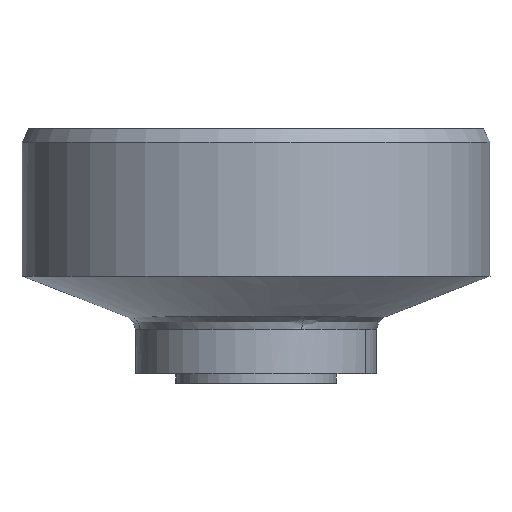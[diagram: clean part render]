
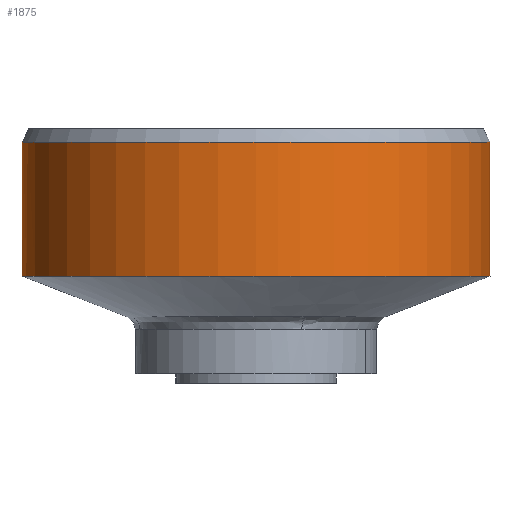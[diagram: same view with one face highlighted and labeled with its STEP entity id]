
A CAD part, left-side view. The second image highlights one B-rep face of the part: STEP entity #1875.
In plain terms, the highlighted free-form (B-spline) face has degree [2, 1] with [7, 2] control points.
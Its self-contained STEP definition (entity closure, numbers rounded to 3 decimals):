
#1623=CARTESIAN_POINT('',(1.068,-17.467,8.0));
#1624=VERTEX_POINT('',#1623);
#1638=CARTESIAN_POINT('',(-17.5,0.0,8.0));
#1639=VERTEX_POINT('',#1638);
#1640=CARTESIAN_POINT('',(1.068,-17.467,8.0));
#1641=CARTESIAN_POINT('',(0.535,-17.5,8.0));
#1642=CARTESIAN_POINT('',(0.0,-17.5,8.0));
#1643=CARTESIAN_POINT('',(-17.5,-17.5,8.0));
#1644=CARTESIAN_POINT('',(-17.5,0.0,8.0));
#1652=(BOUNDED_CURVE()B_SPLINE_CURVE(2,(#1640,#1641,#1642,#1643,#1644),.UNSPECIFIED.,.F.,.U.)B_SPLINE_CURVE_WITH_KNOTS((3,2,3),(0.739,0.75,1.0),.UNSPECIFIED.)CURVE()GEOMETRIC_REPRESENTATION_ITEM()RATIONAL_B_SPLINE_CURVE((0.976,0.988,1.0,0.707,1.0))REPRESENTATION_ITEM(''));
#1653=EDGE_CURVE('',#1624,#1639,#1652,.T.);
#1655=CARTESIAN_POINT('',(16.383,6.153,8.0));
#1656=VERTEX_POINT('',#1655);
#1657=CARTESIAN_POINT('',(-17.5,0.0,8.0));
#1658=CARTESIAN_POINT('',(-17.5,17.5,8.0));
#1659=CARTESIAN_POINT('',(0.0,17.5,8.0));
#1660=CARTESIAN_POINT('',(12.121,17.5,8.0));
#1661=CARTESIAN_POINT('',(16.383,6.153,8.0));
#1669=(BOUNDED_CURVE()B_SPLINE_CURVE(2,(#1657,#1658,#1659,#1660,#1661),.UNSPECIFIED.,.F.,.U.)B_SPLINE_CURVE_WITH_KNOTS((3,2,3),(0.0,0.25,0.44),.UNSPECIFIED.)CURVE()GEOMETRIC_REPRESENTATION_ITEM()RATIONAL_B_SPLINE_CURVE((1.0,0.707,1.0,0.777,0.893))REPRESENTATION_ITEM(''));
#1670=EDGE_CURVE('',#1639,#1656,#1669,.T.);
#1751=CARTESIAN_POINT('',(16.383,6.153,18.));
#1752=VERTEX_POINT('',#1751);
#1768=CARTESIAN_POINT('',(1.068,-17.467,18.));
#1769=VERTEX_POINT('',#1768);
#1783=CARTESIAN_POINT('',(1.068,-17.467,18.));
#1784=CARTESIAN_POINT('',(1.068,-17.467,8.0));
#1785=QUASI_UNIFORM_CURVE('',1,(#1783,#1784),.UNSPECIFIED.,.F.,.U.);
#1786=EDGE_CURVE('',#1769,#1624,#1785,.T.);
#1792=CARTESIAN_POINT('',(16.383,6.153,18.));
#1793=CARTESIAN_POINT('',(16.383,6.153,8.0));
#1794=QUASI_UNIFORM_CURVE('',1,(#1792,#1793),.UNSPECIFIED.,.F.,.U.);
#1795=EDGE_CURVE('',#1752,#1656,#1794,.T.);
#1800=CARTESIAN_POINT('',(1.068,-17.467,18.25));
#1801=CARTESIAN_POINT('',(-16.399,-18.536,18.25));
#1802=CARTESIAN_POINT('',(-17.467,-1.068,18.25));
#1803=CARTESIAN_POINT('',(-18.536,16.399,18.25));
#1804=CARTESIAN_POINT('',(-1.068,17.467,18.25));
#1805=CARTESIAN_POINT('',(11.836,18.257,18.25));
#1806=CARTESIAN_POINT('',(16.383,6.153,18.25));
#1807=CARTESIAN_POINT('',(1.068,-17.467,7.744));
#1808=CARTESIAN_POINT('',(-16.399,-18.536,7.744));
#1809=CARTESIAN_POINT('',(-17.467,-1.068,7.744));
#1810=CARTESIAN_POINT('',(-18.536,16.399,7.744));
#1811=CARTESIAN_POINT('',(-1.068,17.467,7.744));
#1812=CARTESIAN_POINT('',(11.836,18.257,7.744));
#1813=CARTESIAN_POINT('',(16.383,6.153,7.744));
#1821=(BOUNDED_SURFACE()B_SPLINE_SURFACE(2,1,((#1800,#1807),(#1801,#1808),(#1802,#1809),(#1803,#1810),(#1804,#1811),(#1805,#1812),(#1806,#1813)),.UNSPECIFIED.,.F.,.F.,.U.)B_SPLINE_SURFACE_WITH_KNOTS((3,2,2,3),(2,2),(0.0,28.995,57.99,81.186),(0.0,10.506),.UNSPECIFIED.)GEOMETRIC_REPRESENTATION_ITEM()RATIONAL_B_SPLINE_SURFACE(((1.0,1.0),(0.707,0.707),(1.0,1.0),(0.707,0.707),(1.0,1.0),(0.766,0.766),(0.906,0.906)))REPRESENTATION_ITEM('')SURFACE());
#1822=CARTESIAN_POINT('',(-2.066,17.378,18.));
#1823=VERTEX_POINT('',#1822);
#1824=CARTESIAN_POINT('',(-2.066,17.378,18.));
#1825=CARTESIAN_POINT('',(-1.036,17.5,18.));
#1826=CARTESIAN_POINT('',(0.0,17.5,18.0));
#1827=CARTESIAN_POINT('',(12.121,17.5,18.));
#1828=CARTESIAN_POINT('',(16.383,6.153,18.));
#1836=(BOUNDED_CURVE()B_SPLINE_CURVE(2,(#1824,#1825,#1826,#1827,#1828),.UNSPECIFIED.,.F.,.U.)B_SPLINE_CURVE_WITH_KNOTS((3,2,3),(0.23,0.25,0.44),.UNSPECIFIED.)CURVE()GEOMETRIC_REPRESENTATION_ITEM()RATIONAL_B_SPLINE_CURVE((0.956,0.976,1.0,0.777,0.893))REPRESENTATION_ITEM(''));
#1837=EDGE_CURVE('',#1823,#1752,#1836,.T.);
#1838=ORIENTED_EDGE('',*,*,#1837,.T.);
#1839=ORIENTED_EDGE('',*,*,#1795,.T.);
#1840=ORIENTED_EDGE('',*,*,#1670,.F.);
#1841=ORIENTED_EDGE('',*,*,#1653,.F.);
#1842=ORIENTED_EDGE('',*,*,#1786,.F.);
#1843=CARTESIAN_POINT('',(-17.5,0.0,18.0));
#1844=VERTEX_POINT('',#1843);
#1845=CARTESIAN_POINT('',(1.068,-17.467,18.));
#1846=CARTESIAN_POINT('',(0.535,-17.5,18.0));
#1847=CARTESIAN_POINT('',(0.0,-17.5,18.0));
#1848=CARTESIAN_POINT('',(-17.5,-17.5,18.));
#1849=CARTESIAN_POINT('',(-17.5,0.0,18.0));
#1857=(BOUNDED_CURVE()B_SPLINE_CURVE(2,(#1845,#1846,#1847,#1848,#1849),.UNSPECIFIED.,.F.,.U.)B_SPLINE_CURVE_WITH_KNOTS((3,2,3),(0.739,0.75,1.0),.UNSPECIFIED.)CURVE()GEOMETRIC_REPRESENTATION_ITEM()RATIONAL_B_SPLINE_CURVE((0.976,0.988,1.0,0.707,1.0))REPRESENTATION_ITEM(''));
#1858=EDGE_CURVE('',#1769,#1844,#1857,.T.);
#1859=ORIENTED_EDGE('',*,*,#1858,.T.);
#1860=CARTESIAN_POINT('',(-17.5,0.0,18.0));
#1861=CARTESIAN_POINT('',(-17.5,15.543,18.));
#1862=CARTESIAN_POINT('',(-2.066,17.378,18.));
#1870=(BOUNDED_CURVE()B_SPLINE_CURVE(2,(#1860,#1861,#1862),.UNSPECIFIED.,.F.,.U.)B_SPLINE_CURVE_WITH_KNOTS((3,3),(0.0,0.23),.UNSPECIFIED.)CURVE()GEOMETRIC_REPRESENTATION_ITEM()RATIONAL_B_SPLINE_CURVE((1.0,0.731,0.956))REPRESENTATION_ITEM(''));
#1871=EDGE_CURVE('',#1844,#1823,#1870,.T.);
#1872=ORIENTED_EDGE('',*,*,#1871,.T.);
#1873=EDGE_LOOP('',(#1838,#1839,#1840,#1841,#1842,#1859,#1872));
#1874=FACE_OUTER_BOUND('',#1873,.T.);
#1875=ADVANCED_FACE('',(#1874),#1821,.T.);
